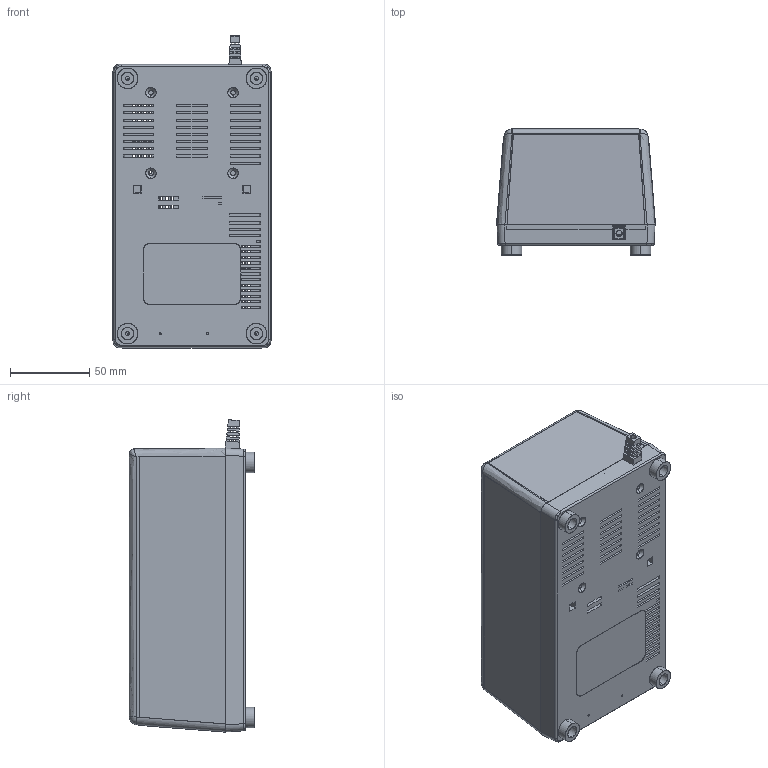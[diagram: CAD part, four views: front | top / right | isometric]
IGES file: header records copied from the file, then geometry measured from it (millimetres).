
Start section: SolidWorks IGES file using analytic representation for surfaces
Global section: file name: Z-40.IGS; native system: SolidWorks 2009; preprocessor: SolidWorks 2009; author: uki; date: 120808.210113; units: millimetre
Bounding box: 100.6 x 79.6 x 197.62 mm (x, y, z)
Surface area: 163877.4 mm2 (no closed solid volume)
Topology: 0 solids, 0 shells, 908 faces, 7488 edges, 7486 vertices
Faces by surface type: bspline 796, revolution 112
